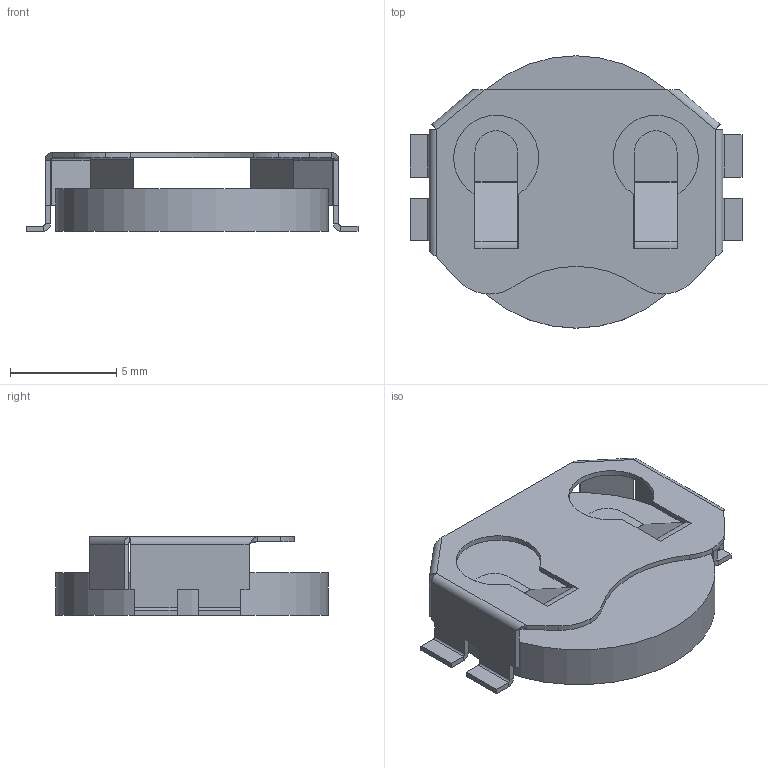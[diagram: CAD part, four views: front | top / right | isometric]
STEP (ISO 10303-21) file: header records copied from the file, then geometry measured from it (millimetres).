
FILE_DESCRIPTION(('FreeCAD Model'),'2;1');
FILE_NAME( 'batth-cr1220.step', '2020-03-07T18:35:56',('Author'),(''), 'Open CASCADE STEP processor 7.3','FreeCAD','Unknown');
FILE_SCHEMA(('AUTOMOTIVE_DESIGN { 1 0 10303 214 1 1 1 1 }'));
Length unit declared in the file: millimetre
Products named in the file (3): Part; battery; BK-916
Assembly tree (2 placements, depth 2):
  Part
    battery
    BK-916
Bounding box: 15.6 x 12.8 x 3.7 mm (x, y, z)
Volume: 296.7 mm3; surface area: 685.9 mm2
Topology: 2 solids, 2 shells, 143 faces, 321 edges, 182 vertices
Faces by surface type: plane 99, cylinder 36, bspline 8
Full cylindrical faces by diameter (mm): 12.8 x1
Entity records: 4099 total; most frequent: CARTESIAN_POINT 913, ORIENTED_EDGE 642, DIRECTION 637, EDGE_CURVE 321, LINE 249, VECTOR 249, AXIS2_PLACEMENT_3D 194, VERTEX_POINT 182
